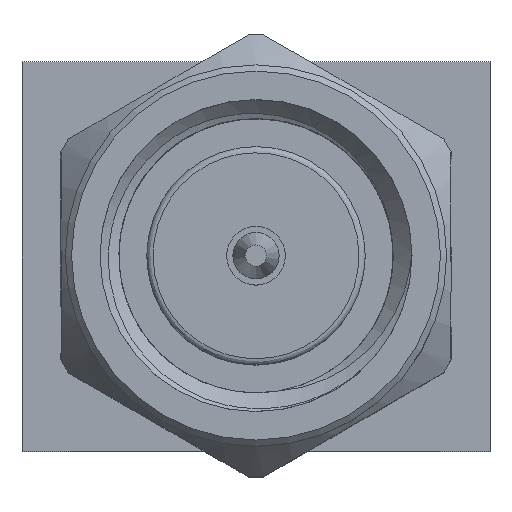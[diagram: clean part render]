
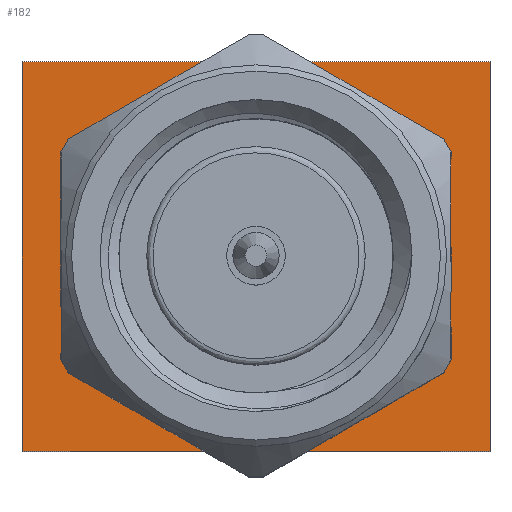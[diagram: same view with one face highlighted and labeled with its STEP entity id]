
A CAD part, top view. The second image highlights one B-rep face of the part: STEP entity #182.
In plain terms, the highlighted planar face has unit normal (0, 0, 1).
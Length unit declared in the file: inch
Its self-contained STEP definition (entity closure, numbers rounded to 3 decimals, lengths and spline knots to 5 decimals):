
#181 = EDGE_LOOP ( 'NONE', ( #2318 ) ) ;
#182 = ADVANCED_FACE ( 'NONE', ( #2216, #2171 ), #3515, .F. ) ;
#333 = EDGE_CURVE ( 'NONE', #3017, #3017, #3039, .T. ) ;
#545 = DIRECTION ( 'NONE',  ( -1., 0., 0. ) ) ;
#609 = VERTEX_POINT ( 'NONE', #1053 ) ;
#824 = EDGE_CURVE ( 'NONE', #3853, #1544, #3317, .T. ) ;
#932 = CARTESIAN_POINT ( 'NONE',  ( 0., 0., 0. ) ) ;
#988 = ORIENTED_EDGE ( 'NONE', *, *, #1323, .T. ) ;
#1053 = CARTESIAN_POINT ( 'NONE',  ( 0.1875, 0.156, 0. ) ) ;
#1297 = DIRECTION ( 'NONE',  ( 0., 0., -1. ) ) ;
#1323 = EDGE_CURVE ( 'NONE', #3203, #3853, #2937, .T. ) ;
#1345 = VECTOR ( 'NONE', #2088, 39.37008 ) ;
#1445 = CARTESIAN_POINT ( 'NONE',  ( -0.1875, -0.156, 0. ) ) ;
#1544 = VERTEX_POINT ( 'NONE', #1719 ) ;
#1719 = CARTESIAN_POINT ( 'NONE',  ( 0.1875, -0.156, 0. ) ) ;
#1748 = CARTESIAN_POINT ( 'NONE',  ( -0.14, 0., 0. ) ) ;
#1847 = DIRECTION ( 'NONE',  ( -1., 0., 0. ) ) ;
#1963 = VECTOR ( 'NONE', #3844, 39.37008 ) ;
#1992 = EDGE_CURVE ( 'NONE', #1544, #609, #4254, .T. ) ;
#2078 = VECTOR ( 'NONE', #2625, 39.37008 ) ;
#2088 = DIRECTION ( 'NONE',  ( 1., 0., 0. ) ) ;
#2171 = FACE_OUTER_BOUND ( 'NONE', #3815, .T. ) ;
#2216 = FACE_BOUND ( 'NONE', #181, .T. ) ;
#2318 = ORIENTED_EDGE ( 'NONE', *, *, #333, .T. ) ;
#2529 = CARTESIAN_POINT ( 'NONE',  ( 0.1875, -0.156, 0. ) ) ;
#2550 = CARTESIAN_POINT ( 'NONE',  ( -0.1875, 0.156, 0. ) ) ;
#2551 = DIRECTION ( 'NONE',  ( -1., 0., 0. ) ) ;
#2625 = DIRECTION ( 'NONE',  ( 0., -1., 0. ) ) ;
#2792 = ORIENTED_EDGE ( 'NONE', *, *, #824, .T. ) ;
#2797 = ORIENTED_EDGE ( 'NONE', *, *, #3378, .T. ) ;
#2937 = LINE ( 'NONE', #3571, #2078 ) ;
#3017 = VERTEX_POINT ( 'NONE', #1748 ) ;
#3039 = CIRCLE ( 'NONE', #4169, 0.14 ) ;
#3187 = AXIS2_PLACEMENT_3D ( 'NONE', #3867, #4199, #2551 ) ;
#3203 = VERTEX_POINT ( 'NONE', #3382 ) ;
#3207 = LINE ( 'NONE', #2550, #4054 ) ;
#3317 = LINE ( 'NONE', #1445, #1345 ) ;
#3330 = CARTESIAN_POINT ( 'NONE',  ( -0.1875, -0.156, 0. ) ) ;
#3378 = EDGE_CURVE ( 'NONE', #609, #3203, #3207, .T. ) ;
#3382 = CARTESIAN_POINT ( 'NONE',  ( -0.1875, 0.156, 0. ) ) ;
#3515 = PLANE ( 'NONE',  #3187 ) ;
#3552 = ORIENTED_EDGE ( 'NONE', *, *, #1992, .T. ) ;
#3571 = CARTESIAN_POINT ( 'NONE',  ( -0.1875, -0.156, 0. ) ) ;
#3815 = EDGE_LOOP ( 'NONE', ( #3552, #2797, #988, #2792 ) ) ;
#3844 = DIRECTION ( 'NONE',  ( 0., 1., 0. ) ) ;
#3853 = VERTEX_POINT ( 'NONE', #3330 ) ;
#3867 = CARTESIAN_POINT ( 'NONE',  ( 0., 0., 0. ) ) ;
#4054 = VECTOR ( 'NONE', #1847, 39.37008 ) ;
#4169 = AXIS2_PLACEMENT_3D ( 'NONE', #932, #1297, #545 ) ;
#4199 = DIRECTION ( 'NONE',  ( 0., 0., -1. ) ) ;
#4254 = LINE ( 'NONE', #2529, #1963 ) ;
